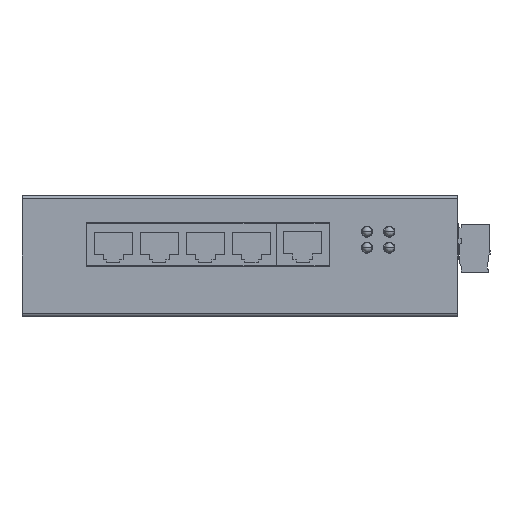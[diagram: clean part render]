
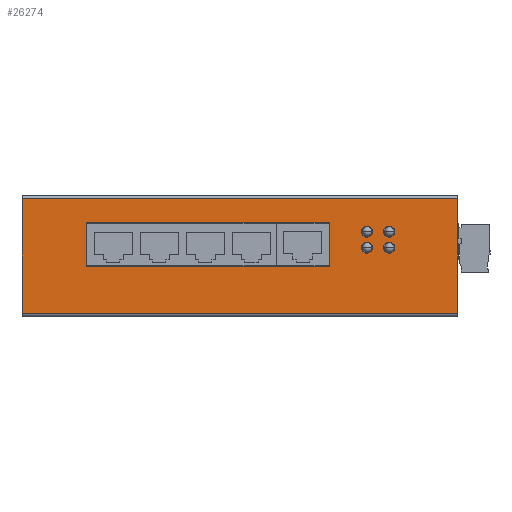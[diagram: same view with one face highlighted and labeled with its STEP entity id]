
A CAD part, front view. The second image highlights one B-rep face of the part: STEP entity #26274.
In plain terms, the highlighted planar face has unit normal (0, -1, 0).
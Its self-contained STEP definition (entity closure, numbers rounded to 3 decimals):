
#24416=DIRECTION('',(-1.,0.,0.));
#24417=VECTOR('',#24416,137.);
#24418=CARTESIAN_POINT('',(68.5,-100.,0.));
#24419=LINE('',#24418,#24417);
#24430=DIRECTION('',(0.,0.,1.));
#24431=VECTOR('',#24430,36.);
#24432=CARTESIAN_POINT('',(-68.5,-100.,-36.));
#24433=LINE('',#24432,#24431);
#24437=DIRECTION('',(0.,0.,-1.));
#24438=VECTOR('',#24437,36.);
#24439=CARTESIAN_POINT('',(68.5,-100.,0.));
#24440=LINE('',#24439,#24438);
#24444=CARTESIAN_POINT('',(40.,-100.,-15.4));
#24445=DIRECTION('',(0.,-1.,0.));
#24446=DIRECTION('',(1.,0.,0.));
#24447=AXIS2_PLACEMENT_3D('',#24444,#24445,#24446);
#24452=CARTESIAN_POINT('',(40.,-100.,-15.4));
#24453=DIRECTION('',(0.,-1.,0.));
#24454=DIRECTION('',(-1.,0.,0.));
#24455=AXIS2_PLACEMENT_3D('',#24452,#24453,#24454);
#24460=CARTESIAN_POINT('',(47.,-100.,-15.4));
#24461=DIRECTION('',(0.,-1.,0.));
#24462=DIRECTION('',(-1.,0.,0.));
#24463=AXIS2_PLACEMENT_3D('',#24460,#24461,#24462);
#24468=CARTESIAN_POINT('',(47.,-100.,-15.4));
#24469=DIRECTION('',(0.,-1.,0.));
#24470=DIRECTION('',(1.,0.,0.));
#24471=AXIS2_PLACEMENT_3D('',#24468,#24469,#24470);
#24476=CARTESIAN_POINT('',(47.,-100.,-10.35));
#24477=DIRECTION('',(0.,-1.,0.));
#24478=DIRECTION('',(-1.,0.,0.));
#24479=AXIS2_PLACEMENT_3D('',#24476,#24477,#24478);
#24484=CARTESIAN_POINT('',(47.,-100.,-10.35));
#24485=DIRECTION('',(0.,-1.,0.));
#24486=DIRECTION('',(1.,0.,0.));
#24487=AXIS2_PLACEMENT_3D('',#24484,#24485,#24486);
#24492=CARTESIAN_POINT('',(40.,-100.,-10.35));
#24493=DIRECTION('',(0.,-1.,0.));
#24494=DIRECTION('',(1.,0.,0.));
#24495=AXIS2_PLACEMENT_3D('',#24492,#24493,#24494);
#24500=CARTESIAN_POINT('',(40.,-100.,-10.35));
#24501=DIRECTION('',(0.,-1.,0.));
#24502=DIRECTION('',(-1.,0.,0.));
#24503=AXIS2_PLACEMENT_3D('',#24500,#24501,#24502);
#24544=DIRECTION('',(1.,0.,0.));
#24545=VECTOR('',#24544,137.);
#24546=CARTESIAN_POINT('',(-68.5,-100.,-36.));
#24547=LINE('',#24546,#24545);
#25186=DIRECTION('',(-1.,0.,0.));
#25187=VECTOR('',#25186,76.6);
#25188=CARTESIAN_POINT('',(28.3,-100.,-21.35));
#25189=LINE('',#25188,#25187);
#25207=DIRECTION('',(0.,0.,-1.));
#25208=VECTOR('',#25207,14.);
#25209=CARTESIAN_POINT('',(28.3,-100.,-7.35));
#25210=LINE('',#25209,#25208);
#25221=DIRECTION('',(1.,0.,0.));
#25222=VECTOR('',#25221,76.6);
#25223=CARTESIAN_POINT('',(-48.3,-100.,-7.35));
#25224=LINE('',#25223,#25222);
#25228=DIRECTION('',(0.,0.,1.));
#25229=VECTOR('',#25228,14.);
#25230=CARTESIAN_POINT('',(-48.3,-100.,-21.35));
#25231=LINE('',#25230,#25229);
#25707=CARTESIAN_POINT('',(45.25,-100.,-15.4));
#25708=VERTEX_POINT('',#25707);
#25709=CARTESIAN_POINT('',(48.75,-100.,-15.4));
#25710=VERTEX_POINT('',#25709);
#25711=CARTESIAN_POINT('',(-68.5,-100.,-36.));
#25712=CARTESIAN_POINT('',(-68.5,-100.,0.));
#25713=VERTEX_POINT('',#25711);
#25714=VERTEX_POINT('',#25712);
#25715=CARTESIAN_POINT('',(68.5,-100.,0.));
#25716=VERTEX_POINT('',#25715);
#25717=CARTESIAN_POINT('',(68.5,-100.,-36.));
#25718=VERTEX_POINT('',#25717);
#25719=CARTESIAN_POINT('',(28.3,-100.,-21.35));
#25720=CARTESIAN_POINT('',(-48.3,-100.,-21.35));
#25721=VERTEX_POINT('',#25719);
#25722=VERTEX_POINT('',#25720);
#25723=CARTESIAN_POINT('',(28.3,-100.,-7.35));
#25724=VERTEX_POINT('',#25723);
#25725=CARTESIAN_POINT('',(-48.3,-100.,-7.35));
#25726=VERTEX_POINT('',#25725);
#25727=CARTESIAN_POINT('',(41.75,-100.,-15.4));
#25728=CARTESIAN_POINT('',(38.25,-100.,-15.4));
#25729=VERTEX_POINT('',#25727);
#25730=VERTEX_POINT('',#25728);
#25731=CARTESIAN_POINT('',(45.25,-100.,-10.35));
#25732=CARTESIAN_POINT('',(48.75,-100.,-10.35));
#25733=VERTEX_POINT('',#25731);
#25734=VERTEX_POINT('',#25732);
#25735=CARTESIAN_POINT('',(41.75,-100.,-10.35));
#25736=CARTESIAN_POINT('',(38.25,-100.,-10.35));
#25737=VERTEX_POINT('',#25735);
#25738=VERTEX_POINT('',#25736);
#26226=CARTESIAN_POINT('',(-68.5,-100.,1.));
#26227=DIRECTION('',(0.,-1.,0.));
#26228=DIRECTION('',(-1.,0.,0.));
#26229=AXIS2_PLACEMENT_3D('',#26226,#26227,#26228);
#26230=PLANE('',#26229);
#26232=ORIENTED_EDGE('',*,*,#26231,.T.);
#26233=ORIENTED_EDGE('',*,*,#26209,.F.);
#26235=ORIENTED_EDGE('',*,*,#26234,.T.);
#26237=ORIENTED_EDGE('',*,*,#26236,.F.);
#26238=EDGE_LOOP('',(#26232,#26233,#26235,#26237));
#26239=FACE_OUTER_BOUND('',#26238,.F.);
#26241=ORIENTED_EDGE('',*,*,#26240,.F.);
#26243=ORIENTED_EDGE('',*,*,#26242,.F.);
#26245=ORIENTED_EDGE('',*,*,#26244,.F.);
#26247=ORIENTED_EDGE('',*,*,#26246,.F.);
#26248=EDGE_LOOP('',(#26241,#26243,#26245,#26247));
#26249=FACE_BOUND('',#26248,.F.);
#26251=ORIENTED_EDGE('',*,*,#26250,.T.);
#26253=ORIENTED_EDGE('',*,*,#26252,.T.);
#26254=EDGE_LOOP('',(#26251,#26253));
#26255=FACE_BOUND('',#26254,.F.);
#26257=ORIENTED_EDGE('',*,*,#26256,.T.);
#26259=ORIENTED_EDGE('',*,*,#26258,.T.);
#26260=EDGE_LOOP('',(#26257,#26259));
#26261=FACE_BOUND('',#26260,.F.);
#26263=ORIENTED_EDGE('',*,*,#26262,.T.);
#26265=ORIENTED_EDGE('',*,*,#26264,.T.);
#26266=EDGE_LOOP('',(#26263,#26265));
#26267=FACE_BOUND('',#26266,.F.);
#26269=ORIENTED_EDGE('',*,*,#26268,.T.);
#26271=ORIENTED_EDGE('',*,*,#26270,.T.);
#26272=EDGE_LOOP('',(#26269,#26271));
#26273=FACE_BOUND('',#26272,.F.);
#24448=CIRCLE('',#24447,1.75);
#24456=CIRCLE('',#24455,1.75);
#24464=CIRCLE('',#24463,1.75);
#24472=CIRCLE('',#24471,1.75);
#24480=CIRCLE('',#24479,1.75);
#24488=CIRCLE('',#24487,1.75);
#24496=CIRCLE('',#24495,1.75);
#24504=CIRCLE('',#24503,1.75);
#26209=EDGE_CURVE('',#25716,#25714,#24419,.T.);
#26231=EDGE_CURVE('',#25713,#25714,#24433,.T.);
#26234=EDGE_CURVE('',#25716,#25718,#24440,.T.);
#26236=EDGE_CURVE('',#25713,#25718,#24547,.T.);
#26240=EDGE_CURVE('',#25721,#25722,#25189,.T.);
#26242=EDGE_CURVE('',#25724,#25721,#25210,.T.);
#26244=EDGE_CURVE('',#25726,#25724,#25224,.T.);
#26246=EDGE_CURVE('',#25722,#25726,#25231,.T.);
#26250=EDGE_CURVE('',#25729,#25730,#24448,.T.);
#26252=EDGE_CURVE('',#25730,#25729,#24456,.T.);
#26256=EDGE_CURVE('',#25708,#25710,#24464,.T.);
#26258=EDGE_CURVE('',#25710,#25708,#24472,.T.);
#26262=EDGE_CURVE('',#25733,#25734,#24480,.T.);
#26264=EDGE_CURVE('',#25734,#25733,#24488,.T.);
#26268=EDGE_CURVE('',#25737,#25738,#24496,.T.);
#26270=EDGE_CURVE('',#25738,#25737,#24504,.T.);
#26274=ADVANCED_FACE('',(#26239,#26249,#26255,#26261,#26267,#26273),#26230,.T.);
